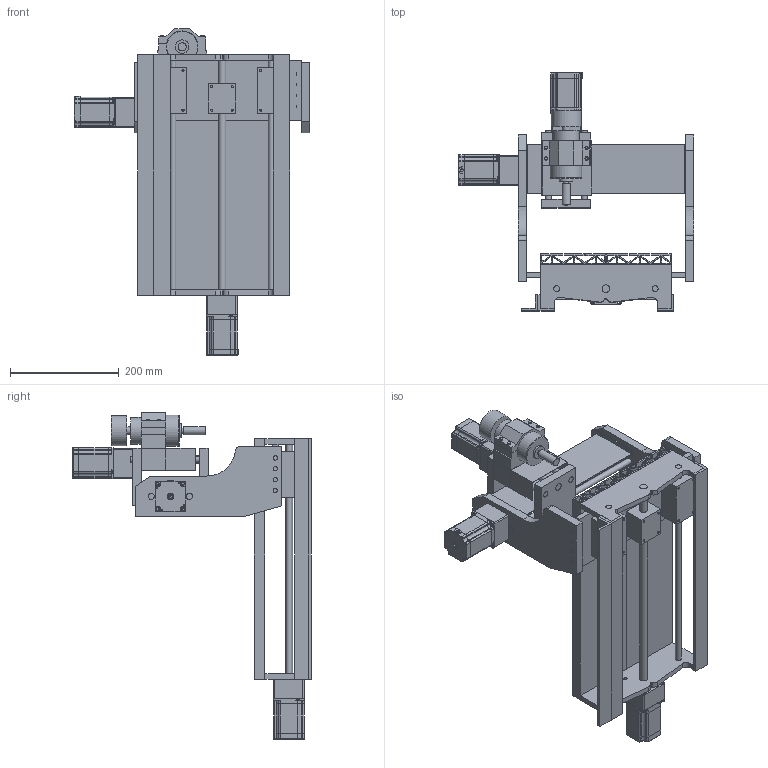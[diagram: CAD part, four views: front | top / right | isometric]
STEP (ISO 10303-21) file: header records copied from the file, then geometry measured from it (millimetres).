
FILE_DESCRIPTION(/* description */ ('CAx-IF Rec.Pracs.---Representation and Presentation of Product Manufacturing Information (PMI)---4.0---2014-10-13','CAx-IF Rec.Pracs.---3D Tessellated Geometry---0.4---2014-09-14','2;1'),/* implementation_level */ '2;1');
FILE_NAME(/* name */ 'Assem for rge machine_sldasm',/* time_stamp */ '2024-05-23T22:56:23+03:00',/* author */ (''),/* organization */ (''),/* preprocessor_version */ 'ST-DEVELOPER v18.102',/* originating_system */ 'SIEMENS PLM Software NX2206.8060',/* authorisation */ $);
FILE_SCHEMA (('AP242_MANAGED_MODEL_BASED_3D_ENGINEERING_MIM_LF { 1 0 10303 442 3 1 4 }'));
Length unit declared in the file: millimetre
Products named in the file (35): Assem for rge machine_sldasm; leg with motor_sldprt; y axis 11mm_sldprt; y axis 14mm screw_sldprt; angle_sldprt; y axis 11mm bearing_sldprt; y axis 14mm bearing_sldprt; y car_sldprt; base_sldprt; x web_sldprt; x axis 11mm_sldprt; x axis screw 14mm_sldprt; 11mm z axis_sldprt; motor base_sldprt; z axis 14mm screw_sldprt; Assem3_sldasm; spindle cap_sldprt; spindle_sldprt; x web - Copy_sldprt; coupling cover 35_sldprt; Stepper motor NEMA 23HS7430___ __________sldasm; Imported4_sldprt; Imported5_sldprt; Imported1_sldprt; Imported2_sldprt; Imported3_sldprt; x cover_sldprt; motor base base_sldprt; z car_sldprt; ras_sldprt; leg_sldprt; z coveer_sldprt; screw 5mm_sldprt
Assembly tree (63 placements, depth 3):
  Assem for rge machine_sldasm
    leg with motor_sldprt
    y axis 11mm_sldprt  x2
    y axis 14mm screw_sldprt
    angle_sldprt  x3
    y axis 11mm bearing_sldprt  x2
    y axis 14mm bearing_sldprt
    y car_sldprt
    base_sldprt  x2
    x web_sldprt
    x axis 11mm_sldprt  x2
    x axis screw 14mm_sldprt
    11mm z axis_sldprt  x2
    motor base_sldprt
    z axis 14mm screw_sldprt
    Assem3_sldasm
      spindle cap_sldprt
    spindle_sldprt
    x web - Copy_sldprt
    coupling cover 35_sldprt  x3
    Stepper motor NEMA 23HS7430___ __________sldasm
      Imported4_sldprt
      Imported5_sldprt
      Imported1_sldprt
      Imported2_sldprt
      Imported3_sldprt
    x cover_sldprt
    motor base base_sldprt
    Stepper motor NEMA 23HS7430___ __________sldasm
      Imported4_sldprt
      Imported5_sldprt
      Imported1_sldprt
      Imported2_sldprt
      Imported3_sldprt
    z car_sldprt
    ras_sldprt  x8
    leg_sldprt
    Stepper motor NEMA 23HS7430___ __________sldasm
      Imported3_sldprt
      Imported2_sldprt
      Imported1_sldprt
      Imported5_sldprt
      Imported4_sldprt
    z coveer_sldprt
    screw 5mm_sldprt  x4
Bounding box: 433 x 438.5 x 600.5 mm (x, y, z)
Volume: 5305077 mm3; surface area: 1739358.8 mm2
Topology: 59 solids, 59 shells, 2171 faces, 5057 edges, 3071 vertices
Faces by surface type: plane 761, bspline 672, cylinder 660, cone 78
Full cylindrical faces by diameter (mm): 2 x6, 2.5 x12, 4 x30, 5 x25, 6 x26, 6.35 x3, 8 x24, 10 x1, 11 x26, 14 x12, 15 x1, 25 x1, 38.1 x3, 49 x1, 56 x1, 57 x1, 58 x1
Entity records: 35051 total; most frequent: CARTESIAN_POINT 10806, DIRECTION 4887, ORIENTED_EDGE 3934, AXIS2_PLACEMENT_3D 1995, EDGE_CURVE 1967, VERTEX_POINT 1302, EDGE_LOOP 1243, FACE_BOUND 1243
